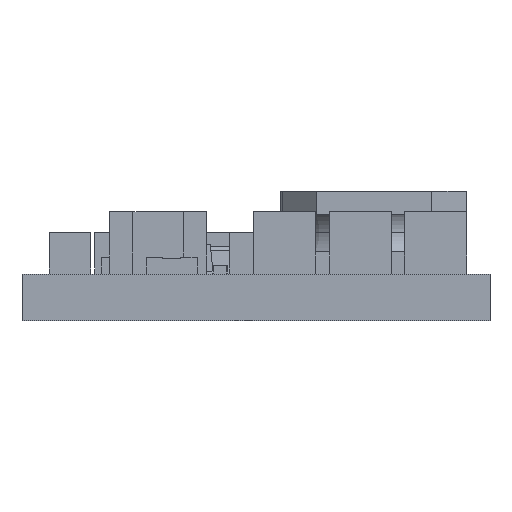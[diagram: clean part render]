
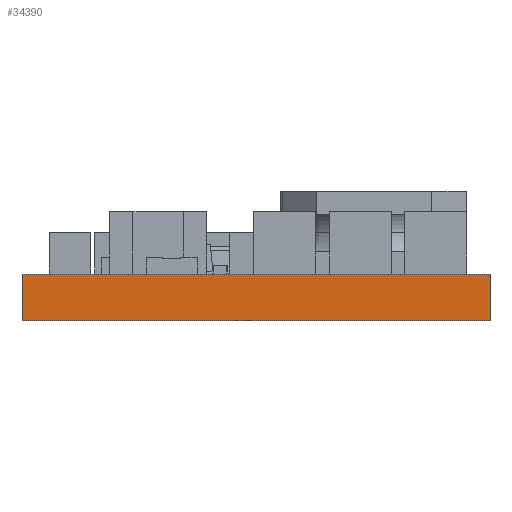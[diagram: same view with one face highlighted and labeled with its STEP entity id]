
A CAD part, front view. The second image highlights one B-rep face of the part: STEP entity #34390.
In plain terms, the highlighted planar face has unit normal (0, -1, 0).
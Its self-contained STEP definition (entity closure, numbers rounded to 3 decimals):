
#1510 = DIRECTION ( 'NONE',  ( 0., 0., -1. ) ) ;
#5052 = ORIENTED_EDGE ( 'NONE', *, *, #10363, .T. ) ;
#6034 = CARTESIAN_POINT ( 'NONE',  ( 0., 0., 1.016 ) ) ;
#8836 = CARTESIAN_POINT ( 'NONE',  ( 0., 0., 0. ) ) ;
#9767 = VERTEX_POINT ( 'NONE', #44451 ) ;
#10363 = EDGE_CURVE ( 'NONE', #37549, #9767, #19004, .T. ) ;
#10777 = FACE_OUTER_BOUND ( 'NONE', #18306, .T. ) ;
#13070 = LINE ( 'NONE', #6034, #27280 ) ;
#13166 = CARTESIAN_POINT ( 'NONE',  ( 0., 0., 1.016 ) ) ;
#13278 = ORIENTED_EDGE ( 'NONE', *, *, #26347, .T. ) ;
#16424 = EDGE_CURVE ( 'NONE', #22842, #9767, #39636, .T. ) ;
#16545 = VERTEX_POINT ( 'NONE', #13166 ) ;
#18306 = EDGE_LOOP ( 'NONE', ( #5052, #35285, #27813, #13278 ) ) ;
#19004 = LINE ( 'NONE', #8836, #35217 ) ;
#20035 = CARTESIAN_POINT ( 'NONE',  ( 0., 0., 1.016 ) ) ;
#20265 = DIRECTION ( 'NONE',  ( 0., 0., -1. ) ) ;
#20542 = EDGE_CURVE ( 'NONE', #16545, #22842, #13070, .T. ) ;
#21776 = AXIS2_PLACEMENT_3D ( 'NONE', #32378, #40012, #29472 ) ;
#21941 = CARTESIAN_POINT ( 'NONE',  ( 0., 0., 0. ) ) ;
#22065 = CARTESIAN_POINT ( 'NONE',  ( 10.16, 0., 1.016 ) ) ;
#22842 = VERTEX_POINT ( 'NONE', #29749 ) ;
#25759 = DIRECTION ( 'NONE',  ( 1., 0., 0. ) ) ;
#26347 = EDGE_CURVE ( 'NONE', #16545, #37549, #43714, .T. ) ;
#27280 = VECTOR ( 'NONE', #36543, 1000. ) ;
#27813 = ORIENTED_EDGE ( 'NONE', *, *, #20542, .F. ) ;
#29472 = DIRECTION ( 'NONE',  ( 0., 0., 1. ) ) ;
#29749 = CARTESIAN_POINT ( 'NONE',  ( 10.16, 0., 1.016 ) ) ;
#32378 = CARTESIAN_POINT ( 'NONE',  ( 0., 0., 1.016 ) ) ;
#34390 = ADVANCED_FACE ( 'NONE', ( #10777 ), #35080, .F. ) ;
#35080 = PLANE ( 'NONE',  #21776 ) ;
#35217 = VECTOR ( 'NONE', #25759, 1000. ) ;
#35285 = ORIENTED_EDGE ( 'NONE', *, *, #16424, .F. ) ;
#36543 = DIRECTION ( 'NONE',  ( 1., 0., 0. ) ) ;
#37549 = VERTEX_POINT ( 'NONE', #21941 ) ;
#39636 = LINE ( 'NONE', #22065, #43573 ) ;
#40012 = DIRECTION ( 'NONE',  ( 0., 1., 0. ) ) ;
#41693 = VECTOR ( 'NONE', #20265, 1000. ) ;
#43573 = VECTOR ( 'NONE', #1510, 1000. ) ;
#43714 = LINE ( 'NONE', #20035, #41693 ) ;
#44451 = CARTESIAN_POINT ( 'NONE',  ( 10.16, 0., 0. ) ) ;
